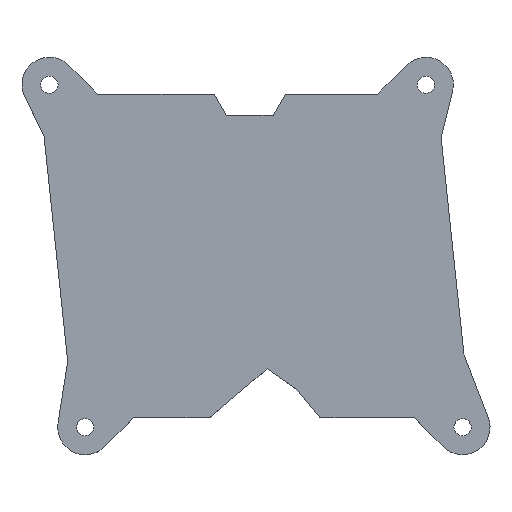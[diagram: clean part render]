
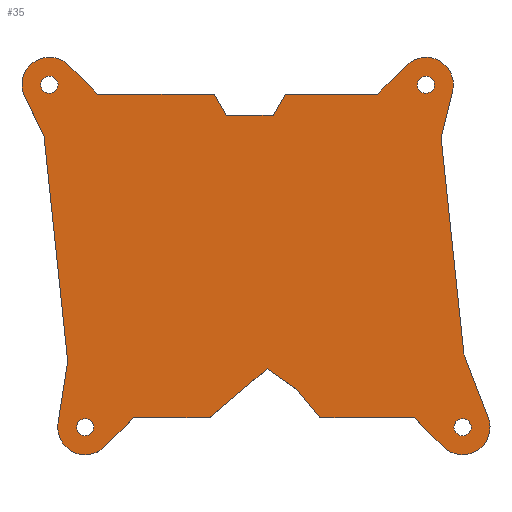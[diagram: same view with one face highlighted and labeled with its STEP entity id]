
A CAD part, top view. The second image highlights one B-rep face of the part: STEP entity #35.
In plain terms, the highlighted planar face has unit normal (0, 0, 1).
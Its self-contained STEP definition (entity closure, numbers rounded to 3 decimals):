
#35 = ADVANCED_FACE('',(#36,#234,#245,#256,#267),#278,.T.);
#36 = FACE_BOUND('',#37,.F.);
#37 = EDGE_LOOP('',(#38,#48,#56,#64,#73,#81,#89,#97,#105,#113,#121,#129,
    #138,#146,#154,#162,#171,#179,#187,#195,#203,#211,#219,#227));
#38 = ORIENTED_EDGE('',*,*,#39,.T.);
#39 = EDGE_CURVE('',#40,#42,#44,.T.);
#40 = VERTEX_POINT('',#41);
#41 = CARTESIAN_POINT('',(-26.43,-43.57,4.5));
#42 = VERTEX_POINT('',#43);
#43 = CARTESIAN_POINT('',(-25.018,-34.659,4.5));
#44 = LINE('',#45,#46);
#45 = CARTESIAN_POINT('',(-26.43,-43.57,4.5));
#46 = VECTOR('',#47,1.);
#47 = DIRECTION('',(0.156,0.988,0.));
#48 = ORIENTED_EDGE('',*,*,#49,.T.);
#49 = EDGE_CURVE('',#42,#50,#52,.T.);
#50 = VERTEX_POINT('',#51);
#51 = CARTESIAN_POINT('',(-28.472,-1.797,4.5));
#52 = LINE('',#53,#54);
#53 = CARTESIAN_POINT('',(-25.018,-34.659,4.5));
#54 = VECTOR('',#55,1.);
#55 = DIRECTION('',(-0.105,0.995,0.));
#56 = ORIENTED_EDGE('',*,*,#57,.T.);
#57 = EDGE_CURVE('',#50,#58,#60,.T.);
#58 = VERTEX_POINT('',#59);
#59 = CARTESIAN_POINT('',(-31.281,3.962,4.5));
#60 = LINE('',#61,#62);
#61 = CARTESIAN_POINT('',(-28.472,-1.797,4.5));
#62 = VECTOR('',#63,1.);
#63 = DIRECTION('',(-0.438,0.899,0.));
#64 = ORIENTED_EDGE('',*,*,#65,.F.);
#65 = EDGE_CURVE('',#66,#58,#68,.T.);
#66 = VERTEX_POINT('',#67);
#67 = CARTESIAN_POINT('',(-24.858,8.543,4.5));
#68 = CIRCLE('',#69,4.);
#69 = AXIS2_PLACEMENT_3D('',#70,#71,#72);
#70 = CARTESIAN_POINT('',(-27.686,5.715,4.5));
#71 = DIRECTION('',(0.,0.,1.));
#72 = DIRECTION('',(1.,0.,0.));
#73 = ORIENTED_EDGE('',*,*,#74,.T.);
#74 = EDGE_CURVE('',#66,#75,#77,.T.);
#75 = VERTEX_POINT('',#76);
#76 = CARTESIAN_POINT('',(-20.66,4.346,4.5));
#77 = LINE('',#78,#79);
#78 = CARTESIAN_POINT('',(-24.858,8.543,4.5));
#79 = VECTOR('',#80,1.);
#80 = DIRECTION('',(0.707,-0.707,0.));
#81 = ORIENTED_EDGE('',*,*,#82,.T.);
#82 = EDGE_CURVE('',#75,#83,#85,.T.);
#83 = VERTEX_POINT('',#84);
#84 = CARTESIAN_POINT('',(-3.662,4.346,4.5));
#85 = LINE('',#86,#87);
#86 = CARTESIAN_POINT('',(-20.66,4.346,4.5));
#87 = VECTOR('',#88,1.);
#88 = DIRECTION('',(1.,0.,0.));
#89 = ORIENTED_EDGE('',*,*,#90,.T.);
#90 = EDGE_CURVE('',#83,#91,#93,.T.);
#91 = VERTEX_POINT('',#92);
#92 = CARTESIAN_POINT('',(-1.873,1.246,4.5));
#93 = LINE('',#94,#95);
#94 = CARTESIAN_POINT('',(-3.662,4.346,4.5));
#95 = VECTOR('',#96,1.);
#96 = DIRECTION('',(0.5,-0.866,0.));
#97 = ORIENTED_EDGE('',*,*,#98,.T.);
#98 = EDGE_CURVE('',#91,#99,#101,.T.);
#99 = VERTEX_POINT('',#100);
#100 = CARTESIAN_POINT('',(4.909,1.246,4.5));
#101 = LINE('',#102,#103);
#102 = CARTESIAN_POINT('',(-1.873,1.246,4.5));
#103 = VECTOR('',#104,1.);
#104 = DIRECTION('',(1.,0.,0.));
#105 = ORIENTED_EDGE('',*,*,#106,.T.);
#106 = EDGE_CURVE('',#99,#107,#109,.T.);
#107 = VERTEX_POINT('',#108);
#108 = CARTESIAN_POINT('',(6.698,4.346,4.5));
#109 = LINE('',#110,#111);
#110 = CARTESIAN_POINT('',(4.909,1.246,4.5));
#111 = VECTOR('',#112,1.);
#112 = DIRECTION('',(0.5,0.866,0.));
#113 = ORIENTED_EDGE('',*,*,#114,.T.);
#114 = EDGE_CURVE('',#107,#115,#117,.T.);
#115 = VERTEX_POINT('',#116);
#116 = CARTESIAN_POINT('',(20.152,4.346,4.5));
#117 = LINE('',#118,#119);
#118 = CARTESIAN_POINT('',(6.698,4.346,4.5));
#119 = VECTOR('',#120,1.);
#120 = DIRECTION('',(1.,0.,0.));
#121 = ORIENTED_EDGE('',*,*,#122,.T.);
#122 = EDGE_CURVE('',#115,#123,#125,.T.);
#123 = VERTEX_POINT('',#124);
#124 = CARTESIAN_POINT('',(24.35,8.543,4.5));
#125 = LINE('',#126,#127);
#126 = CARTESIAN_POINT('',(20.152,4.346,4.5));
#127 = VECTOR('',#128,1.);
#128 = DIRECTION('',(0.707,0.707,0.));
#129 = ORIENTED_EDGE('',*,*,#130,.F.);
#130 = EDGE_CURVE('',#131,#123,#133,.T.);
#131 = VERTEX_POINT('',#132);
#132 = CARTESIAN_POINT('',(31.059,4.747,4.5));
#133 = CIRCLE('',#134,4.);
#134 = AXIS2_PLACEMENT_3D('',#135,#136,#137);
#135 = CARTESIAN_POINT('',(27.178,5.715,4.5));
#136 = DIRECTION('',(0.,0.,1.));
#137 = DIRECTION('',(1.,0.,0.));
#138 = ORIENTED_EDGE('',*,*,#139,.T.);
#139 = EDGE_CURVE('',#131,#140,#142,.T.);
#140 = VERTEX_POINT('',#141);
#141 = CARTESIAN_POINT('',(29.384,-1.973,4.5));
#142 = LINE('',#143,#144);
#143 = CARTESIAN_POINT('',(31.059,4.747,4.5));
#144 = VECTOR('',#145,1.);
#145 = DIRECTION('',(-0.242,-0.97,0.));
#146 = ORIENTED_EDGE('',*,*,#147,.T.);
#147 = EDGE_CURVE('',#140,#148,#150,.T.);
#148 = VERTEX_POINT('',#149);
#149 = CARTESIAN_POINT('',(32.7,-33.523,4.5));
#150 = LINE('',#151,#152);
#151 = CARTESIAN_POINT('',(29.384,-1.973,4.5));
#152 = VECTOR('',#153,1.);
#153 = DIRECTION('',(0.105,-0.995,0.));
#154 = ORIENTED_EDGE('',*,*,#155,.T.);
#155 = EDGE_CURVE('',#148,#156,#158,.T.);
#156 = VERTEX_POINT('',#157);
#157 = CARTESIAN_POINT('',(36.246,-42.763,4.5));
#158 = LINE('',#159,#160);
#159 = CARTESIAN_POINT('',(32.7,-33.523,4.5));
#160 = VECTOR('',#161,1.);
#161 = DIRECTION('',(0.358,-0.934,0.));
#162 = ORIENTED_EDGE('',*,*,#163,.F.);
#163 = EDGE_CURVE('',#164,#156,#166,.T.);
#164 = VERTEX_POINT('',#165);
#165 = CARTESIAN_POINT('',(29.684,-47.024,4.5));
#166 = CIRCLE('',#167,4.);
#167 = AXIS2_PLACEMENT_3D('',#168,#169,#170);
#168 = CARTESIAN_POINT('',(32.512,-44.196,4.5));
#169 = DIRECTION('',(0.,0.,1.));
#170 = DIRECTION('',(1.,0.,0.));
#171 = ORIENTED_EDGE('',*,*,#172,.T.);
#172 = EDGE_CURVE('',#164,#173,#175,.T.);
#173 = VERTEX_POINT('',#174);
#174 = CARTESIAN_POINT('',(25.486,-42.827,4.5));
#175 = LINE('',#176,#177);
#176 = CARTESIAN_POINT('',(29.684,-47.024,4.5));
#177 = VECTOR('',#178,1.);
#178 = DIRECTION('',(-0.707,0.707,0.));
#179 = ORIENTED_EDGE('',*,*,#180,.T.);
#180 = EDGE_CURVE('',#173,#181,#183,.T.);
#181 = VERTEX_POINT('',#182);
#182 = CARTESIAN_POINT('',(11.73,-42.827,4.5));
#183 = LINE('',#184,#185);
#184 = CARTESIAN_POINT('',(25.486,-42.827,4.5));
#185 = VECTOR('',#186,1.);
#186 = DIRECTION('',(-1.,0.,0.));
#187 = ORIENTED_EDGE('',*,*,#188,.T.);
#188 = EDGE_CURVE('',#181,#189,#191,.T.);
#189 = VERTEX_POINT('',#190);
#190 = CARTESIAN_POINT('',(8.44,-38.783,4.5));
#191 = LINE('',#192,#193);
#192 = CARTESIAN_POINT('',(11.73,-42.827,4.5));
#193 = VECTOR('',#194,1.);
#194 = DIRECTION('',(-0.631,0.776,0.));
#195 = ORIENTED_EDGE('',*,*,#196,.T.);
#196 = EDGE_CURVE('',#189,#197,#199,.T.);
#197 = VERTEX_POINT('',#198);
#198 = CARTESIAN_POINT('',(4.04,-35.68,4.5));
#199 = LINE('',#200,#201);
#200 = CARTESIAN_POINT('',(8.44,-38.783,4.5));
#201 = VECTOR('',#202,1.);
#202 = DIRECTION('',(-0.817,0.576,0.));
#203 = ORIENTED_EDGE('',*,*,#204,.T.);
#204 = EDGE_CURVE('',#197,#205,#207,.T.);
#205 = VERTEX_POINT('',#206);
#206 = CARTESIAN_POINT('',(-4.396,-42.827,4.5));
#207 = LINE('',#208,#209);
#208 = CARTESIAN_POINT('',(4.04,-35.68,4.5));
#209 = VECTOR('',#210,1.);
#210 = DIRECTION('',(-0.763,-0.646,0.));
#211 = ORIENTED_EDGE('',*,*,#212,.T.);
#212 = EDGE_CURVE('',#205,#213,#215,.T.);
#213 = VERTEX_POINT('',#214);
#214 = CARTESIAN_POINT('',(-15.453,-42.827,4.5));
#215 = LINE('',#216,#217);
#216 = CARTESIAN_POINT('',(-4.396,-42.827,4.5));
#217 = VECTOR('',#218,1.);
#218 = DIRECTION('',(-1.,0.,0.));
#219 = ORIENTED_EDGE('',*,*,#220,.T.);
#220 = EDGE_CURVE('',#213,#221,#223,.T.);
#221 = VERTEX_POINT('',#222);
#222 = CARTESIAN_POINT('',(-19.651,-47.024,4.5));
#223 = LINE('',#224,#225);
#224 = CARTESIAN_POINT('',(-15.453,-42.827,4.5));
#225 = VECTOR('',#226,1.);
#226 = DIRECTION('',(-0.707,-0.707,0.));
#227 = ORIENTED_EDGE('',*,*,#228,.F.);
#228 = EDGE_CURVE('',#40,#221,#229,.T.);
#229 = CIRCLE('',#230,4.);
#230 = AXIS2_PLACEMENT_3D('',#231,#232,#233);
#231 = CARTESIAN_POINT('',(-22.479,-44.196,4.5));
#232 = DIRECTION('',(0.,0.,1.));
#233 = DIRECTION('',(1.,0.,0.));
#234 = FACE_BOUND('',#235,.F.);
#235 = EDGE_LOOP('',(#236));
#236 = ORIENTED_EDGE('',*,*,#237,.T.);
#237 = EDGE_CURVE('',#238,#238,#240,.T.);
#238 = VERTEX_POINT('',#239);
#239 = CARTESIAN_POINT('',(28.428,5.715,4.5));
#240 = CIRCLE('',#241,1.25);
#241 = AXIS2_PLACEMENT_3D('',#242,#243,#244);
#242 = CARTESIAN_POINT('',(27.178,5.715,4.5));
#243 = DIRECTION('',(0.,0.,1.));
#244 = DIRECTION('',(1.,0.,0.));
#245 = FACE_BOUND('',#246,.F.);
#246 = EDGE_LOOP('',(#247));
#247 = ORIENTED_EDGE('',*,*,#248,.T.);
#248 = EDGE_CURVE('',#249,#249,#251,.T.);
#249 = VERTEX_POINT('',#250);
#250 = CARTESIAN_POINT('',(-26.436,5.715,4.5));
#251 = CIRCLE('',#252,1.25);
#252 = AXIS2_PLACEMENT_3D('',#253,#254,#255);
#253 = CARTESIAN_POINT('',(-27.686,5.715,4.5));
#254 = DIRECTION('',(0.,0.,1.));
#255 = DIRECTION('',(1.,0.,0.));
#256 = FACE_BOUND('',#257,.F.);
#257 = EDGE_LOOP('',(#258));
#258 = ORIENTED_EDGE('',*,*,#259,.T.);
#259 = EDGE_CURVE('',#260,#260,#262,.T.);
#260 = VERTEX_POINT('',#261);
#261 = CARTESIAN_POINT('',(-21.229,-44.196,4.5));
#262 = CIRCLE('',#263,1.25);
#263 = AXIS2_PLACEMENT_3D('',#264,#265,#266);
#264 = CARTESIAN_POINT('',(-22.479,-44.196,4.5));
#265 = DIRECTION('',(0.,0.,1.));
#266 = DIRECTION('',(1.,0.,0.));
#267 = FACE_BOUND('',#268,.F.);
#268 = EDGE_LOOP('',(#269));
#269 = ORIENTED_EDGE('',*,*,#270,.T.);
#270 = EDGE_CURVE('',#271,#271,#273,.T.);
#271 = VERTEX_POINT('',#272);
#272 = CARTESIAN_POINT('',(33.762,-44.196,4.5));
#273 = CIRCLE('',#274,1.25);
#274 = AXIS2_PLACEMENT_3D('',#275,#276,#277);
#275 = CARTESIAN_POINT('',(32.512,-44.196,4.5));
#276 = DIRECTION('',(0.,0.,1.));
#277 = DIRECTION('',(1.,0.,0.));
#278 = PLANE('',#279);
#279 = AXIS2_PLACEMENT_3D('',#280,#281,#282);
#280 = CARTESIAN_POINT('',(2.398,-19.236,4.5));
#281 = DIRECTION('',(0.,0.,1.));
#282 = DIRECTION('',(0.,1.,0.));
